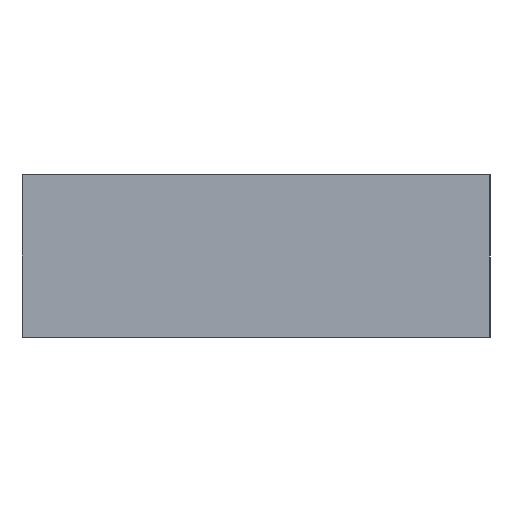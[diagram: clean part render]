
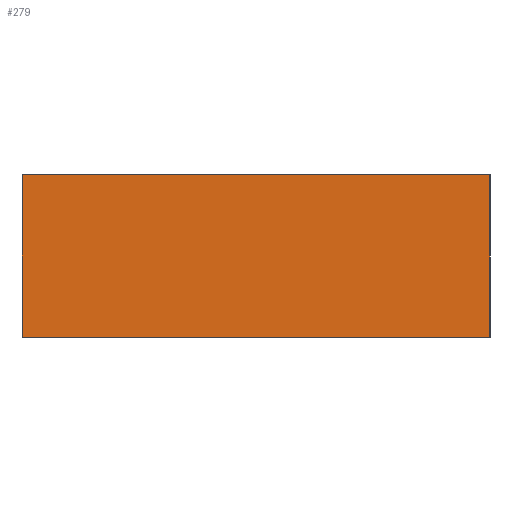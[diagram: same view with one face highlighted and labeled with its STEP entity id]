
A CAD part, left-side view. The second image highlights one B-rep face of the part: STEP entity #279.
In plain terms, the highlighted planar face has unit normal (-1, 0, 0).
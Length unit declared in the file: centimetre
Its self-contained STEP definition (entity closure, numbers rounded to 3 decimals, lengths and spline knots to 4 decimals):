
#24=LINE('',#422,#48);
#35=LINE('',#443,#59);
#39=LINE('',#452,#63);
#41=LINE('',#455,#65);
#48=VECTOR('',#349,1.);
#59=VECTOR('',#366,1.);
#63=VECTOR('',#376,1.);
#65=VECTOR('',#380,1.);
#77=PLANE('',#306);
#105=FACE_OUTER_BOUND('',#131,.T.);
#131=EDGE_LOOP('',(#256,#257,#258,#259));
#153=VERTEX_POINT('',#419);
#154=VERTEX_POINT('',#421);
#161=VERTEX_POINT('',#441);
#163=VERTEX_POINT('',#451);
#178=EDGE_CURVE('',#153,#154,#24,.F.);
#189=EDGE_CURVE('',#161,#153,#35,.F.);
#193=EDGE_CURVE('',#154,#163,#39,.F.);
#195=EDGE_CURVE('',#163,#161,#41,.F.);
#256=ORIENTED_EDGE('',*,*,#178,.F.);
#257=ORIENTED_EDGE('',*,*,#189,.F.);
#258=ORIENTED_EDGE('',*,*,#195,.F.);
#259=ORIENTED_EDGE('',*,*,#193,.F.);
#279=ADVANCED_FACE('',(#105),#77,.T.);
#306=AXIS2_PLACEMENT_3D('',#456,#381,#382);
#349=DIRECTION('',(0.,1.,0.));
#366=DIRECTION('',(0.,0.,-1.));
#376=DIRECTION('',(0.,0.,1.));
#380=DIRECTION('',(0.,-1.,0.));
#381=DIRECTION('center_axis',(-1.,0.,0.));
#382=DIRECTION('ref_axis',(0.,1.,0.));
#419=CARTESIAN_POINT('',(2.195,4.8,0.));
#421=CARTESIAN_POINT('',(2.195,2.5,0.));
#422=CARTESIAN_POINT('',(2.195,2.575,0.));
#441=CARTESIAN_POINT('',(2.195,4.8,-0.8));
#443=CARTESIAN_POINT('',(2.195,4.8,-0.2));
#451=CARTESIAN_POINT('',(2.195,2.5,-0.8));
#452=CARTESIAN_POINT('',(2.195,2.5,0.));
#455=CARTESIAN_POINT('',(2.195,2.575,-0.8));
#456=CARTESIAN_POINT('Origin',(2.195,2.5,0.));
